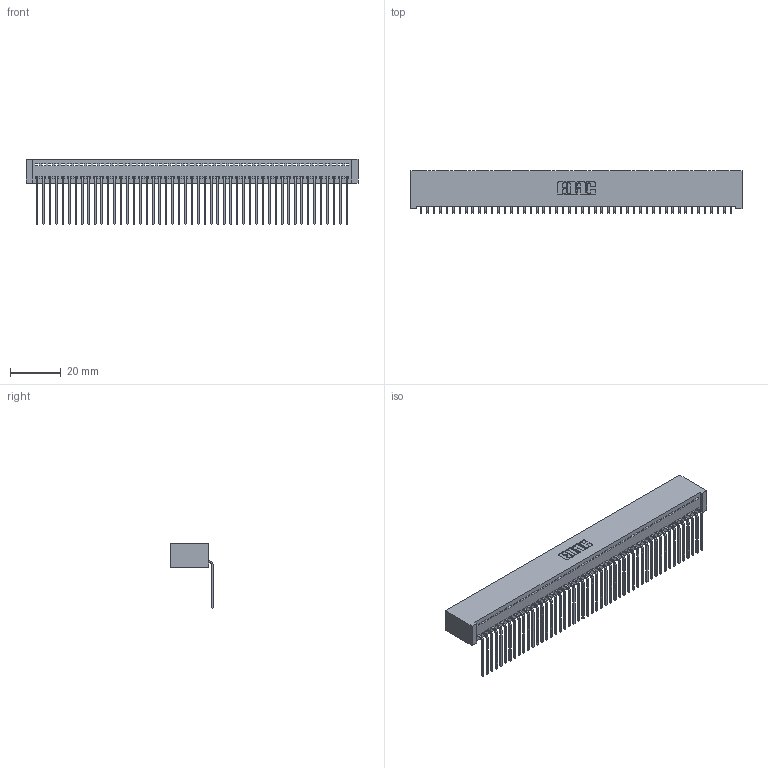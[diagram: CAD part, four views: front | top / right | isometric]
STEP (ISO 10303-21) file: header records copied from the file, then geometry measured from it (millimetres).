
FILE_DESCRIPTION (( 'STEP AP203' ), '1' );
FILE_NAME ('342-049-559-101.STEP', '2018-08-12T19:11:01', ( '' ), ( '' ), 'SwSTEP 2.0', 'SolidWorks 2016', '' );
FILE_SCHEMA (( 'CONFIG_CONTROL_DESIGN' ));
Length unit declared in the file: inch
Products named in the file (3): 342 Part_Lugless; 345-292-001_558 559 Tail - 1; 342-049-559-101
Assembly tree (50 placements, depth 2):
  342-049-559-101
    342 Part_Lugless
    345-292-001_558 559 Tail - 1  x49
Bounding box: 130.71 x 16.83 x 25.78 mm (x, y, z)
Volume: 12058.5 mm3; surface area: 19088.6 mm2
Topology: 50 solids, 50 shells, 3042 faces, 9193 edges, 6062 vertices
Faces by surface type: plane 2218, cylinder 824
Entity records: 28725 total; most frequent: CARTESIAN_POINT 4961, ORIENTED_EDGE 4946, DIRECTION 4163, EDGE_CURVE 2473, VECTOR 2353, LINE 2353, VERTEX_POINT 1646, AXIS2_PLACEMENT_3D 905
